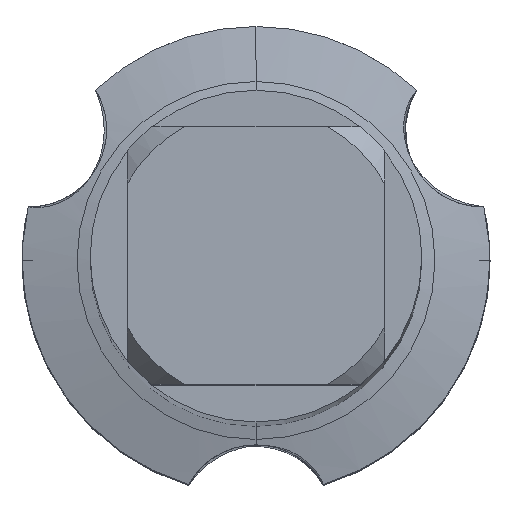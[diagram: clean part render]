
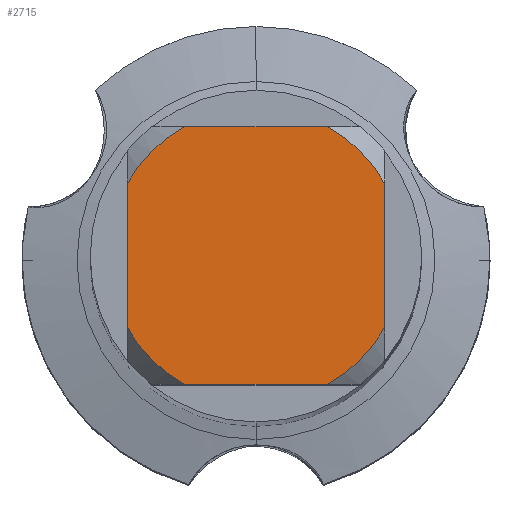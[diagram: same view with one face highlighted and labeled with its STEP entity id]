
A CAD part, top view. The second image highlights one B-rep face of the part: STEP entity #2715.
In plain terms, the highlighted planar face has unit normal (0, 0, 1).
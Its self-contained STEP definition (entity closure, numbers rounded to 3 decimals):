
#1843=VERTEX_POINT('',#5225);
#2197=EDGE_CURVE('',#3919,#2857,#5612,.T.);
#2329=EDGE_CURVE('',#3859,#3843,#5752,.T.);
#2587=EDGE_CURVE('',#1843,#3739,#6032,.T.);
#2715=ADVANCED_FACE('',(#6175),#6176,.T.);
#2741=VERTEX_POINT('',#6205);
#2851=EDGE_CURVE('',#2741,#2857,#6323,.T.);
#2857=VERTEX_POINT('',#6329);
#3149=EDGE_CURVE('',#2741,#3843,#6644,.T.);
#3401=VERTEX_POINT('',#6917);
#3569=EDGE_CURVE('',#3919,#3739,#7099,.T.);
#3739=VERTEX_POINT('',#7280);
#3843=VERTEX_POINT('',#7395);
#3859=VERTEX_POINT('',#7413);
#3919=VERTEX_POINT('',#7478);
#4081=EDGE_CURVE('',#1843,#3401,#7659,.T.);
#4873=EDGE_CURVE('',#3859,#3401,#8530,.T.);
#5225=CARTESIAN_POINT('',(-1.936,-3.5,0.0));
#5612=CIRCLE('',#10457,4.0);
#5752=LINE('',#10948,#10949);
#6032=CIRCLE('',#11620,4.0);
#6175=FACE_OUTER_BOUND('',#12006,.T.);
#6176=PLANE('',#12007);
#6205=CARTESIAN_POINT('',(1.936,3.5,0.0));
#6323=LINE('',#12387,#12388);
#6329=CARTESIAN_POINT('',(-1.936,3.5,0.0));
#6644=CIRCLE('',#13395,4.0);
#6917=CARTESIAN_POINT('',(1.936,-3.5,0.0));
#7099=LINE('',#14818,#14819);
#7280=CARTESIAN_POINT('',(-3.5,-1.936,0.0));
#7395=CARTESIAN_POINT('',(3.5,1.936,0.0));
#7413=CARTESIAN_POINT('',(3.5,-1.936,0.0));
#7478=CARTESIAN_POINT('',(-3.5,1.936,0.0));
#7659=LINE('',#16364,#16365);
#8530=CIRCLE('',#19077,4.0);
#10457=AXIS2_PLACEMENT_3D('',#20196,#20197,#20198);
#10948=CARTESIAN_POINT('',(3.5,1.0,0.0));
#10949=VECTOR('',#20320,1.0);
#11620=AXIS2_PLACEMENT_3D('',#20732,#20733,#20734);
#12006=EDGE_LOOP('',(#20905,#20906,#20907,#20908,#20909,#20910,#20911,#20912));
#12007=AXIS2_PLACEMENT_3D('',#20913,#20914,#20915);
#12387=CARTESIAN_POINT('',(0.0,3.5,0.0));
#12388=VECTOR('',#21042,1.0);
#13395=AXIS2_PLACEMENT_3D('',#21354,#21355,#21356);
#14818=CARTESIAN_POINT('',(-3.5,1.0,0.0));
#14819=VECTOR('',#21862,1.0);
#16364=CARTESIAN_POINT('',(0.0,-3.5,0.0));
#16365=VECTOR('',#22664,1.0);
#19077=AXIS2_PLACEMENT_3D('',#23641,#23642,#23643);
#20196=CARTESIAN_POINT('',(0.0,0.0,0.0));
#20197=DIRECTION('',(0.0,0.0,-1.0));
#20198=DIRECTION('',(0.0,1.0,0.0));
#20320=DIRECTION('',(-0.0,1.0,0.0));
#20732=CARTESIAN_POINT('',(0.0,0.0,0.0));
#20733=DIRECTION('',(0.0,0.0,-1.0));
#20734=DIRECTION('',(0.0,1.0,0.0));
#20905=ORIENTED_EDGE('',*,*,#3569,.T.);
#20906=ORIENTED_EDGE('',*,*,#2587,.F.);
#20907=ORIENTED_EDGE('',*,*,#4081,.T.);
#20908=ORIENTED_EDGE('',*,*,#4873,.F.);
#20909=ORIENTED_EDGE('',*,*,#2329,.T.);
#20910=ORIENTED_EDGE('',*,*,#3149,.F.);
#20911=ORIENTED_EDGE('',*,*,#2851,.T.);
#20912=ORIENTED_EDGE('',*,*,#2197,.F.);
#20913=CARTESIAN_POINT('',(0.0,2.0,0.0));
#20914=DIRECTION('',(-0.0,0.0,1.0));
#20915=DIRECTION('',(0.0,-1.0,0.0));
#21042=DIRECTION('',(-1.0,0.0,0.0));
#21354=CARTESIAN_POINT('',(0.0,0.0,0.0));
#21355=DIRECTION('',(0.0,0.0,-1.0));
#21356=DIRECTION('',(0.0,1.0,0.0));
#21862=DIRECTION('',(-0.0,-1.0,0.0));
#22664=DIRECTION('',(1.0,0.0,0.0));
#23641=CARTESIAN_POINT('',(0.0,0.0,0.0));
#23642=DIRECTION('',(0.0,0.0,-1.0));
#23643=DIRECTION('',(0.0,1.0,0.0));
